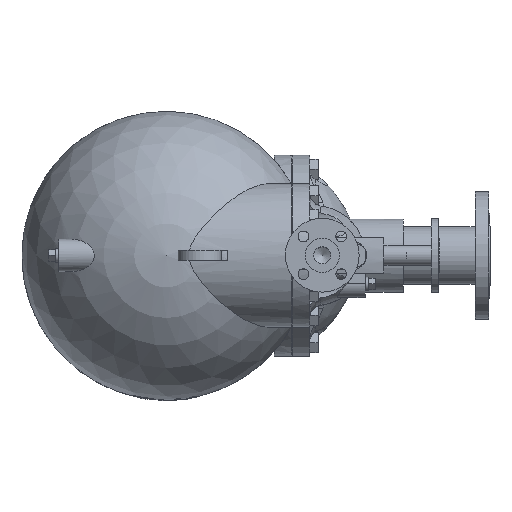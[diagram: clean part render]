
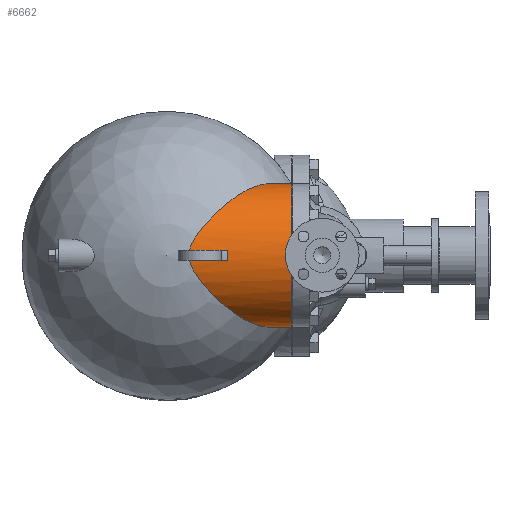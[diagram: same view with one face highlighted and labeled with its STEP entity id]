
A CAD part, top view. The second image highlights one B-rep face of the part: STEP entity #6662.
In plain terms, the highlighted cylindrical face has radius 107 mm (diameter 214 mm), a partial arc.
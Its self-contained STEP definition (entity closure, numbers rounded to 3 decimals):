
#170=B_SPLINE_CURVE_WITH_KNOTS('',3,(#12484,#12485,#12486,#12487,#12488,
#12489,#12490,#12491,#12492,#12493,#12494,#12495,#12496,#12497,#12498,#12499,
#12500,#12501,#12502,#12503,#12504,#12505),.UNSPECIFIED.,.F.,.F.,(4,2,2,
2,2,2,2,2,2,2,4),(2.974,5.73,8.485,11.24,
13.996,15.583,17.171,18.759,20.346,
21.294,22.085),.UNSPECIFIED.);
#172=B_SPLINE_CURVE_WITH_KNOTS('',3,(#12518,#12519,#12520,#12521,#12522,
#12523,#12524,#12525,#12526,#12527,#12528,#12529,#12530,#12531,#12532,#12533,
#12534,#12535,#12536,#12537,#12538,#12539,#12540,#12541),.UNSPECIFIED.,
 .F.,.F.,(4,2,2,2,2,2,2,2,2,2,2,4),(23.541,24.138,24.832,
25.526,26.913,28.3,29.687,32.461,
35.236,37.92,40.604,42.899),
 .UNSPECIFIED.);
#186=B_SPLINE_CURVE_WITH_KNOTS('',3,(#12913,#12914,#12915,#12916),
 .UNSPECIFIED.,.F.,.F.,(4,4),(-45.73,-44.094),
 .UNSPECIFIED.);
#652=LINE('',#12679,#1171);
#654=LINE('',#12684,#1173);
#684=LINE('',#12909,#1203);
#685=LINE('',#12912,#1204);
#1171=VECTOR('',#8711,33.1);
#1173=VECTOR('',#8715,33.1);
#1203=VECTOR('',#8849,57.09);
#1204=VECTOR('',#8852,57.09);
#1937=FACE_OUTER_BOUND('',#2411,.T.);
#2411=EDGE_LOOP('',(#5917,#5918,#5919,#5920,#5921,#5922,#5923,#5924));
#2740=CIRCLE('',#7240,107.);
#3299=VERTEX_POINT('',#12481);
#3300=VERTEX_POINT('',#12483);
#3303=VERTEX_POINT('',#12515);
#3304=VERTEX_POINT('',#12517);
#3323=VERTEX_POINT('',#12677);
#3325=VERTEX_POINT('',#12683);
#3372=VERTEX_POINT('',#12908);
#3373=VERTEX_POINT('',#12911);
#4162=EDGE_CURVE('',#3299,#3300,#170,.T.);
#4166=EDGE_CURVE('',#3303,#3304,#172,.T.);
#4187=EDGE_CURVE('',#3323,#3299,#652,.T.);
#4189=EDGE_CURVE('',#3325,#3304,#654,.T.);
#4256=EDGE_CURVE('',#3372,#3300,#684,.T.);
#4257=EDGE_CURVE('',#3325,#3323,#2740,.T.);
#4258=EDGE_CURVE('',#3303,#3373,#685,.T.);
#4259=EDGE_CURVE('',#3372,#3373,#186,.T.);
#5917=ORIENTED_EDGE('',*,*,#4256,.T.);
#5918=ORIENTED_EDGE('',*,*,#4162,.F.);
#5919=ORIENTED_EDGE('',*,*,#4187,.F.);
#5920=ORIENTED_EDGE('',*,*,#4257,.F.);
#5921=ORIENTED_EDGE('',*,*,#4189,.T.);
#5922=ORIENTED_EDGE('',*,*,#4166,.F.);
#5923=ORIENTED_EDGE('',*,*,#4258,.T.);
#5924=ORIENTED_EDGE('',*,*,#4259,.F.);
#6318=CYLINDRICAL_SURFACE('',#7239,107.);
#6662=ADVANCED_FACE('',(#1937),#6318,.T.);
#7239=AXIS2_PLACEMENT_3D('',#12907,#8847,#8848);
#7240=AXIS2_PLACEMENT_3D('',#12910,#8850,#8851);
#8711=DIRECTION('',(-1.,0.,0.));
#8715=DIRECTION('',(-1.,0.,0.));
#8847=DIRECTION('center_axis',(-1.,0.,0.));
#8848=DIRECTION('ref_axis',(0.,1.,0.));
#8849=DIRECTION('',(-1.,0.,0.));
#8850=DIRECTION('center_axis',(1.,0.,0.));
#8851=DIRECTION('ref_axis',(0.,1.,0.));
#8852=DIRECTION('',(1.,0.,0.));
#12481=CARTESIAN_POINT('',(153.9,-107.,235.313));
#12483=CARTESIAN_POINT('',(34.691,-7.5,342.05));
#12484=CARTESIAN_POINT('Ctrl Pts',(153.9,-107.,235.313));
#12485=CARTESIAN_POINT('Ctrl Pts',(148.713,-107.,242.893));
#12486=CARTESIAN_POINT('Ctrl Pts',(143.163,-106.183,250.615));
#12487=CARTESIAN_POINT('Ctrl Pts',(131.571,-102.876,265.736));
#12488=CARTESIAN_POINT('Ctrl Pts',(125.527,-100.387,273.133));
#12489=CARTESIAN_POINT('Ctrl Pts',(113.22,-93.956,287.084));
#12490=CARTESIAN_POINT('Ctrl Pts',(106.948,-90.011,293.643));
#12491=CARTESIAN_POINT('Ctrl Pts',(94.5,-81.064,305.549));
#12492=CARTESIAN_POINT('Ctrl Pts',(88.321,-76.063,310.896));
#12493=CARTESIAN_POINT('Ctrl Pts',(78.972,-67.776,318.21));
#12494=CARTESIAN_POINT('Ctrl Pts',(75.399,-64.45,320.836));
#12495=CARTESIAN_POINT('Ctrl Pts',(68.157,-57.317,325.771));
#12496=CARTESIAN_POINT('Ctrl Pts',(64.488,-53.511,328.08));
#12497=CARTESIAN_POINT('Ctrl Pts',(57.302,-45.554,332.236));
#12498=CARTESIAN_POINT('Ctrl Pts',(53.783,-41.406,334.082));
#12499=CARTESIAN_POINT('Ctrl Pts',(47.199,-32.878,337.239));
#12500=CARTESIAN_POINT('Ctrl Pts',(44.131,-28.501,338.55));
#12501=CARTESIAN_POINT('Ctrl Pts',(39.948,-21.344,340.199));
#12502=CARTESIAN_POINT('Ctrl Pts',(38.435,-18.439,340.758));
#12503=CARTESIAN_POINT('Ctrl Pts',(36.132,-12.843,341.571));
#12504=CARTESIAN_POINT('Ctrl Pts',(35.266,-10.195,341.861));
#12505=CARTESIAN_POINT('Ctrl Pts',(34.691,-7.5,342.05));
#12515=CARTESIAN_POINT('',(34.691,7.5,342.05));
#12517=CARTESIAN_POINT('',(153.9,107.,235.313));
#12518=CARTESIAN_POINT('Ctrl Pts',(34.691,7.5,342.05));
#12519=CARTESIAN_POINT('Ctrl Pts',(35.116,9.493,341.91));
#12520=CARTESIAN_POINT('Ctrl Pts',(35.694,11.434,341.717));
#12521=CARTESIAN_POINT('Ctrl Pts',(37.15,15.451,341.214));
#12522=CARTESIAN_POINT('Ctrl Pts',(38.068,17.524,340.889));
#12523=CARTESIAN_POINT('Ctrl Pts',(40.085,21.554,340.14));
#12524=CARTESIAN_POINT('Ctrl Pts',(41.185,23.511,339.717));
#12525=CARTESIAN_POINT('Ctrl Pts',(44.681,29.257,338.311));
#12526=CARTESIAN_POINT('Ctrl Pts',(47.266,32.926,337.192));
#12527=CARTESIAN_POINT('Ctrl Pts',(52.725,40.067,334.601));
#12528=CARTESIAN_POINT('Ctrl Pts',(55.598,43.533,333.129));
#12529=CARTESIAN_POINT('Ctrl Pts',(61.514,50.277,329.84));
#12530=CARTESIAN_POINT('Ctrl Pts',(64.558,53.555,328.022));
#12531=CARTESIAN_POINT('Ctrl Pts',(73.834,63.084,322.063));
#12532=CARTESIAN_POINT('Ctrl Pts',(80.186,69.006,317.423));
#12533=CARTESIAN_POINT('Ctrl Pts',(92.721,79.66,307.133));
#12534=CARTESIAN_POINT('Ctrl Pts',(98.908,84.387,301.483));
#12535=CARTESIAN_POINT('Ctrl Pts',(110.529,92.276,289.918));
#12536=CARTESIAN_POINT('Ctrl Pts',(116.417,95.781,283.582));
#12537=CARTESIAN_POINT('Ctrl Pts',(128.165,101.512,269.94));
#12538=CARTESIAN_POINT('Ctrl Pts',(134.026,103.738,262.635));
#12539=CARTESIAN_POINT('Ctrl Pts',(144.588,106.373,248.621));
#12540=CARTESIAN_POINT('Ctrl Pts',(149.342,107.,241.974));
#12541=CARTESIAN_POINT('Ctrl Pts',(153.9,107.,235.313));
#12677=CARTESIAN_POINT('',(187.,-107.,235.313));
#12679=CARTESIAN_POINT('',(187.,-107.,235.313));
#12683=CARTESIAN_POINT('',(187.,107.,235.313));
#12684=CARTESIAN_POINT('',(187.,107.,235.313));
#12907=CARTESIAN_POINT('Origin',(187.,0.,235.313));
#12908=CARTESIAN_POINT('',(91.78,-7.5,342.05));
#12909=CARTESIAN_POINT('',(187.,-7.5,342.05));
#12910=CARTESIAN_POINT('Origin',(187.,0.,235.313));
#12911=CARTESIAN_POINT('',(91.78,7.5,342.05));
#12912=CARTESIAN_POINT('',(187.,7.5,342.05));
#12913=CARTESIAN_POINT('Ctrl Pts',(91.78,-7.5,342.05));
#12914=CARTESIAN_POINT('Ctrl Pts',(91.852,-2.492,342.402));
#12915=CARTESIAN_POINT('Ctrl Pts',(91.852,2.498,342.402));
#12916=CARTESIAN_POINT('Ctrl Pts',(91.78,7.5,342.05));
